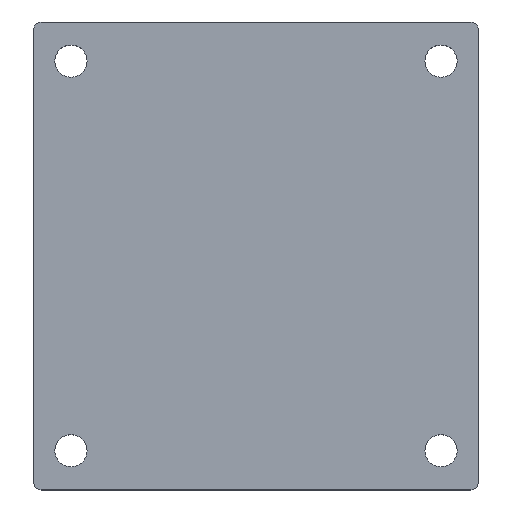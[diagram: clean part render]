
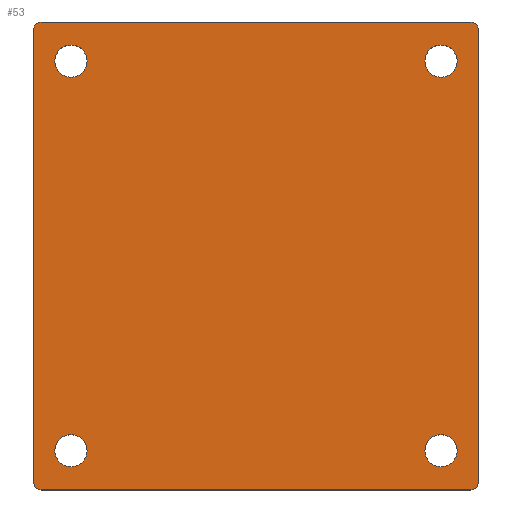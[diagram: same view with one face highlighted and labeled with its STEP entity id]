
A CAD part, top view. The second image highlights one B-rep face of the part: STEP entity #53.
In plain terms, the highlighted planar face has unit normal (0, 0, 1).
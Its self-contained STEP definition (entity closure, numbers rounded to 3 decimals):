
#53=ADVANCED_FACE('',(#341,#343,#345,#347,#349),#351,.T.);
#341=FACE_BOUND('',#342,.T.);
#342=EDGE_LOOP('',(#625,#626,#627,#628,#629,#630,#631,#632));
#343=FACE_BOUND('',#344,.T.);
#344=EDGE_LOOP('',(#633));
#345=FACE_BOUND('',#346,.T.);
#346=EDGE_LOOP('',(#634));
#347=FACE_BOUND('',#348,.T.);
#348=EDGE_LOOP('',(#635));
#349=FACE_BOUND('',#350,.T.);
#350=EDGE_LOOP('',(#636));
#351=PLANE('',#352);
#352=AXIS2_PLACEMENT_3D('',#353,#354,#355);
#353=CARTESIAN_POINT('',(0.,0.,13.));
#354=DIRECTION('',(0.,0.,1.));
#355=DIRECTION('',(1.,0.,0.));
#625=ORIENTED_EDGE('',*,*,#725,.T.);
#626=ORIENTED_EDGE('',*,*,#726,.T.);
#627=ORIENTED_EDGE('',*,*,#727,.T.);
#628=ORIENTED_EDGE('',*,*,#728,.T.);
#629=ORIENTED_EDGE('',*,*,#729,.T.);
#630=ORIENTED_EDGE('',*,*,#730,.T.);
#631=ORIENTED_EDGE('',*,*,#731,.T.);
#632=ORIENTED_EDGE('',*,*,#732,.T.);
#633=ORIENTED_EDGE('',*,*,#733,.T.);
#634=ORIENTED_EDGE('',*,*,#734,.T.);
#635=ORIENTED_EDGE('',*,*,#735,.T.);
#636=ORIENTED_EDGE('',*,*,#736,.T.);
#725=EDGE_CURVE('',#775,#776,#777,.T.);
#726=EDGE_CURVE('',#776,#778,#779,.T.);
#727=EDGE_CURVE('',#778,#780,#781,.T.);
#728=EDGE_CURVE('',#780,#782,#783,.T.);
#729=EDGE_CURVE('',#782,#784,#785,.T.);
#730=EDGE_CURVE('',#784,#786,#787,.T.);
#731=EDGE_CURVE('',#786,#788,#789,.T.);
#732=EDGE_CURVE('',#788,#775,#790,.T.);
#733=EDGE_CURVE('',#791,#791,#792,.T.);
#734=EDGE_CURVE('',#793,#793,#794,.T.);
#735=EDGE_CURVE('',#795,#795,#796,.T.);
#736=EDGE_CURVE('',#797,#797,#798,.T.);
#775=VERTEX_POINT('',#867);
#776=VERTEX_POINT('',#868);
#777=LINE('',#869,#870);
#778=VERTEX_POINT('',#872);
#779=CIRCLE('',#873,1.);
#780=VERTEX_POINT('',#877);
#781=LINE('',#878,#879);
#782=VERTEX_POINT('',#881);
#783=CIRCLE('',#882,1.);
#784=VERTEX_POINT('',#886);
#785=LINE('',#887,#888);
#786=VERTEX_POINT('',#890);
#787=CIRCLE('',#891,1.);
#788=VERTEX_POINT('',#895);
#789=LINE('',#896,#897);
#790=CIRCLE('',#899,1.);
#791=VERTEX_POINT('',#903);
#792=CIRCLE('',#904,2.1);
#793=VERTEX_POINT('',#908);
#794=CIRCLE('',#909,2.1);
#795=VERTEX_POINT('',#913);
#796=CIRCLE('',#914,2.1);
#797=VERTEX_POINT('',#918);
#798=CIRCLE('',#919,2.1);
#867=CARTESIAN_POINT('',(57.,61.,13.));
#868=CARTESIAN_POINT('',(1.,61.,13.));
#869=CARTESIAN_POINT('',(57.,61.,13.));
#870=VECTOR('',#871,1.);
#871=DIRECTION('',(-1.,0.,0.));
#872=CARTESIAN_POINT('',(0.,60.,13.));
#873=AXIS2_PLACEMENT_3D('',#874,#875,#876);
#874=CARTESIAN_POINT('',(1.,60.,13.));
#875=DIRECTION('',(0.,0.,1.));
#876=DIRECTION('',(0.,1.,0.));
#877=CARTESIAN_POINT('',(0.,1.,13.));
#878=CARTESIAN_POINT('',(0.,60.,13.));
#879=VECTOR('',#880,1.);
#880=DIRECTION('',(0.,-1.,0.));
#881=CARTESIAN_POINT('',(1.,0.,13.));
#882=AXIS2_PLACEMENT_3D('',#883,#884,#885);
#883=CARTESIAN_POINT('',(1.,1.,13.));
#884=DIRECTION('',(0.,0.,1.));
#885=DIRECTION('',(-1.,0.,0.));
#886=CARTESIAN_POINT('',(57.,0.,13.));
#887=CARTESIAN_POINT('',(1.,0.,13.));
#888=VECTOR('',#889,1.);
#889=DIRECTION('',(1.,0.,0.));
#890=CARTESIAN_POINT('',(58.,1.,13.));
#891=AXIS2_PLACEMENT_3D('',#892,#893,#894);
#892=CARTESIAN_POINT('',(57.,1.,13.));
#893=DIRECTION('',(0.,0.,1.));
#894=DIRECTION('',(0.,-1.,0.));
#895=CARTESIAN_POINT('',(58.,60.,13.));
#896=CARTESIAN_POINT('',(58.,1.,13.));
#897=VECTOR('',#898,1.);
#898=DIRECTION('',(0.,1.,0.));
#899=AXIS2_PLACEMENT_3D('',#900,#901,#902);
#900=CARTESIAN_POINT('',(57.,60.,13.));
#901=DIRECTION('',(0.,0.,1.));
#902=DIRECTION('',(1.,0.,0.));
#903=CARTESIAN_POINT('',(55.225,55.9,13.));
#904=AXIS2_PLACEMENT_3D('',#905,#906,#907);
#905=CARTESIAN_POINT('',(53.125,55.9,13.));
#906=DIRECTION('',(-0.,-0.,-1.));
#907=DIRECTION('',(1.,0.,0.));
#908=CARTESIAN_POINT('',(55.225,5.1,13.));
#909=AXIS2_PLACEMENT_3D('',#910,#911,#912);
#910=CARTESIAN_POINT('',(53.125,5.1,13.));
#911=DIRECTION('',(-0.,-0.,-1.));
#912=DIRECTION('',(1.,0.,0.));
#913=CARTESIAN_POINT('',(6.975,55.9,13.));
#914=AXIS2_PLACEMENT_3D('',#915,#916,#917);
#915=CARTESIAN_POINT('',(4.875,55.9,13.));
#916=DIRECTION('',(-0.,-0.,-1.));
#917=DIRECTION('',(1.,0.,0.));
#918=CARTESIAN_POINT('',(6.975,5.1,13.));
#919=AXIS2_PLACEMENT_3D('',#920,#921,#922);
#920=CARTESIAN_POINT('',(4.875,5.1,13.));
#921=DIRECTION('',(-0.,-0.,-1.));
#922=DIRECTION('',(1.,0.,0.));
